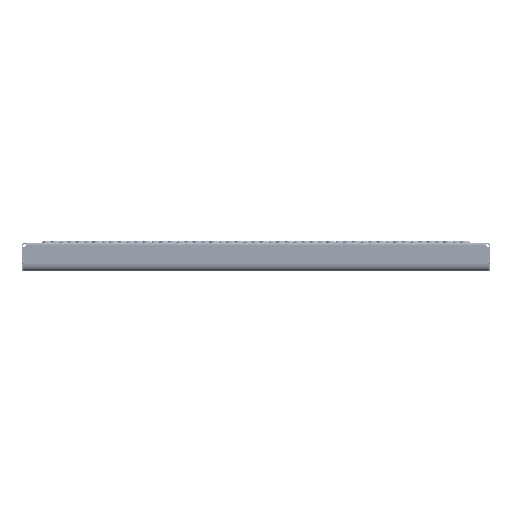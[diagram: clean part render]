
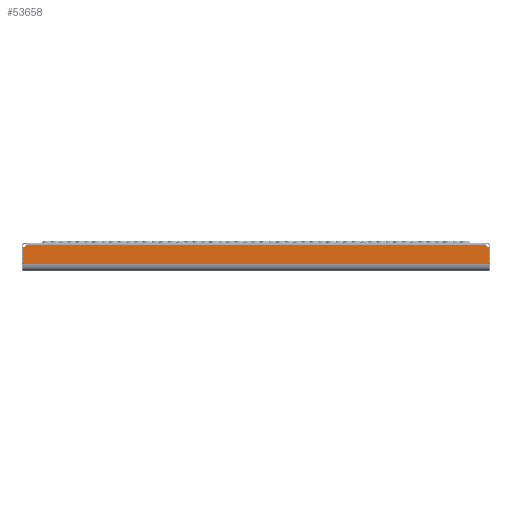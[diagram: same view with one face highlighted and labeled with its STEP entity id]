
A CAD part, top view. The second image highlights one B-rep face of the part: STEP entity #53658.
In plain terms, the highlighted planar face has unit normal (0, 0, 1).
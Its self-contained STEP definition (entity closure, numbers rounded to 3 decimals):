
#16855 = LINE ( 'NONE', #27183, #28998 ) ;
#16860 = LINE ( 'NONE', #27284, #29038 ) ;
#16865 = LINE ( 'NONE', #27526, #29125 ) ;
#16871 = LINE ( 'NONE', #38042, #29241 ) ;
#18799 = VERTEX_POINT ( 'NONE', #102456 ) ;
#18801 = VERTEX_POINT ( 'NONE', #102457 ) ;
#18805 = VERTEX_POINT ( 'NONE', #102459 ) ;
#18807 = VERTEX_POINT ( 'NONE', #102460 ) ;
#18812 = VERTEX_POINT ( 'NONE', #102463 ) ;
#18816 = VERTEX_POINT ( 'NONE', #102465 ) ;
#24630 = FACE_OUTER_BOUND ( 'NONE', #33136, .T. ) ;
#27124 = AXIS2_PLACEMENT_3D ( 'NONE', #56681, #56682, #56683 ) ;
#27183 = CARTESIAN_POINT ( 'NONE',  ( -349., -4., 75. ) ) ;
#27186 = DIRECTION ( 'NONE',  ( 1., 0., 0. ) ) ;
#27284 = CARTESIAN_POINT ( 'NONE',  ( 347.99, -7.185, 75. ) ) ;
#27286 = DIRECTION ( 'NONE',  ( 0., 1., 0. ) ) ;
#27526 = CARTESIAN_POINT ( 'NONE',  ( -347.99, -7.185, 75. ) ) ;
#27529 = DIRECTION ( 'NONE',  ( 0., -1., 0. ) ) ;
#28998 = VECTOR ( 'NONE', #27186, 1000. ) ;
#29038 = VECTOR ( 'NONE', #27286, 1000. ) ;
#29125 = VECTOR ( 'NONE', #27529, 1000. ) ;
#29169 = CIRCLE ( 'NONE', #29171, 5. ) ;
#29171 = AXIS2_PLACEMENT_3D ( 'NONE', #37925, #37926, #37927 ) ;
#29208 = CIRCLE ( 'NONE', #29209, 5. ) ;
#29209 = AXIS2_PLACEMENT_3D ( 'NONE', #37957, #37958, #37959 ) ;
#29241 = VECTOR ( 'NONE', #38043, 1000. ) ;
#33136 = EDGE_LOOP ( 'NONE', ( #108069, #108060, #108072, #108065, #108063, #108054 ) ) ;
#37925 = CARTESIAN_POINT ( 'NONE',  ( 349., -2.288, 75. ) ) ;
#37926 = DIRECTION ( 'NONE',  ( 0., 0., -1. ) ) ;
#37927 = DIRECTION ( 'NONE',  ( 0., -1., 0. ) ) ;
#37957 = CARTESIAN_POINT ( 'NONE',  ( -349., -2.288, 75. ) ) ;
#37958 = DIRECTION ( 'NONE',  ( 0., 0., -1. ) ) ;
#37959 = DIRECTION ( 'NONE',  ( 0., -1., 0. ) ) ;
#38042 = CARTESIAN_POINT ( 'NONE',  ( -347.99, -32.498, 75. ) ) ;
#38043 = DIRECTION ( 'NONE',  ( 1., 0., 0. ) ) ;
#43352 = EDGE_CURVE ( 'NONE', #18805, #18807, #16855, .T. ) ;
#43392 = EDGE_CURVE ( 'NONE', #18812, #18816, #16860, .T. ) ;
#43491 = EDGE_CURVE ( 'NONE', #18801, #18799, #16865, .T. ) ;
#43556 = EDGE_CURVE ( 'NONE', #18816, #18807, #29169, .T. ) ;
#43594 = EDGE_CURVE ( 'NONE', #18805, #18801, #29208, .T. ) ;
#43638 = EDGE_CURVE ( 'NONE', #18799, #18812, #16871, .T. ) ;
#53658 = ADVANCED_FACE ( 'NONE', ( #24630 ), #56680, .T. ) ;
#56680 = PLANE ( 'NONE',  #27124 ) ;
#56681 = CARTESIAN_POINT ( 'NONE',  ( -349., 145.712, 75. ) ) ;
#56682 = DIRECTION ( 'NONE',  ( 0., 0., 1. ) ) ;
#56683 = DIRECTION ( 'NONE',  ( 0., -1., 0. ) ) ;
#102456 = CARTESIAN_POINT ( 'NONE',  ( -347.99, -32.498, 75. ) ) ;
#102457 = CARTESIAN_POINT ( 'NONE',  ( -347.99, -7.185, 75. ) ) ;
#102459 = CARTESIAN_POINT ( 'NONE',  ( -344.302, -4., 75. ) ) ;
#102460 = CARTESIAN_POINT ( 'NONE',  ( 344.302, -4., 75. ) ) ;
#102463 = CARTESIAN_POINT ( 'NONE',  ( 347.99, -32.498, 75. ) ) ;
#102465 = CARTESIAN_POINT ( 'NONE',  ( 347.99, -7.185, 75. ) ) ;
#108054 = ORIENTED_EDGE ( 'NONE', *, *, #43491, .T. ) ;
#108060 = ORIENTED_EDGE ( 'NONE', *, *, #43392, .T. ) ;
#108063 = ORIENTED_EDGE ( 'NONE', *, *, #43594, .T. ) ;
#108065 = ORIENTED_EDGE ( 'NONE', *, *, #43352, .F. ) ;
#108069 = ORIENTED_EDGE ( 'NONE', *, *, #43638, .T. ) ;
#108072 = ORIENTED_EDGE ( 'NONE', *, *, #43556, .T. ) ;
